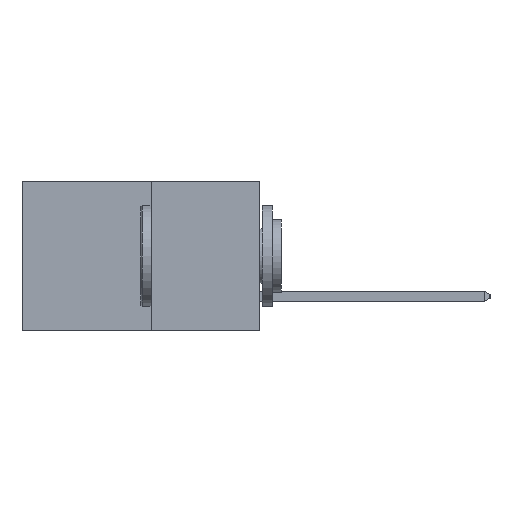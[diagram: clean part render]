
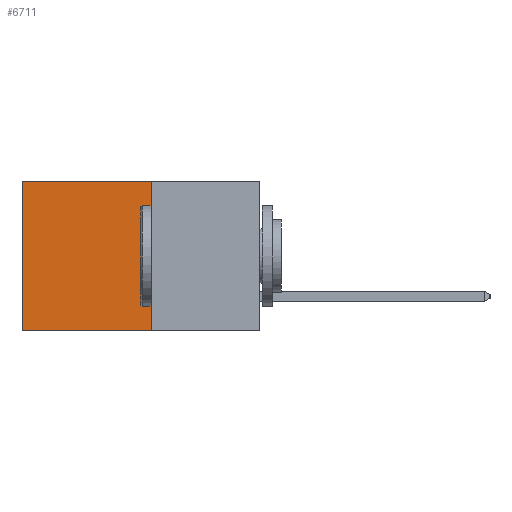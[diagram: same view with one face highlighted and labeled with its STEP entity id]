
A CAD part, left-side view. The second image highlights one B-rep face of the part: STEP entity #6711.
In plain terms, the highlighted planar face has unit normal (-1, 0, 0).
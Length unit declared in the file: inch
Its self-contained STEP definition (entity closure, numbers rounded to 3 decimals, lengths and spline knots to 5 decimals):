
#114 = ORIENTED_EDGE ( 'NONE', *, *, #9040, .T. ) ;
#194 = ORIENTED_EDGE ( 'NONE', *, *, #5857, .F. ) ;
#200 = CARTESIAN_POINT ( 'NONE',  ( 0.277, 0.27, 0. ) ) ;
#228 = ORIENTED_EDGE ( 'NONE', *, *, #5683, .F. ) ;
#243 = ORIENTED_EDGE ( 'NONE', *, *, #5883, .T. ) ;
#619 = LINE ( 'NONE', #14734, #4125 ) ;
#2414 = VERTEX_POINT ( 'NONE', #200 ) ;
#3975 = CARTESIAN_POINT ( 'NONE',  ( 0.277, 0.59, 0. ) ) ;
#4125 = VECTOR ( 'NONE', #14031, 39.37008 ) ;
#4904 = FACE_OUTER_BOUND ( 'NONE', #13571, .T. ) ;
#5294 = LINE ( 'NONE', #9926, #14674 ) ;
#5683 = EDGE_CURVE ( 'NONE', #2414, #14416, #7773, .T. ) ;
#5857 = EDGE_CURVE ( 'NONE', #14416, #8272, #619, .T. ) ;
#5883 = EDGE_CURVE ( 'NONE', #2414, #7246, #10071, .T. ) ;
#6711 = ADVANCED_FACE ( 'NONE', ( #4904 ), #7107, .F. ) ;
#6773 = VECTOR ( 'NONE', #14986, 39.37008 ) ;
#7107 = PLANE ( 'NONE',  #7951 ) ;
#7246 = VERTEX_POINT ( 'NONE', #3975 ) ;
#7773 = LINE ( 'NONE', #14132, #13831 ) ;
#7951 = AXIS2_PLACEMENT_3D ( 'NONE', #10965, #10895, #10864 ) ;
#8272 = VERTEX_POINT ( 'NONE', #11635 ) ;
#9040 = EDGE_CURVE ( 'NONE', #7246, #8272, #5294, .T. ) ;
#9926 = CARTESIAN_POINT ( 'NONE',  ( 0.277, 0.59, -0.37 ) ) ;
#10071 = LINE ( 'NONE', #14847, #6773 ) ;
#10864 = DIRECTION ( 'NONE',  ( 0., 0., -1. ) ) ;
#10895 = DIRECTION ( 'NONE',  ( 1., 0., 0. ) ) ;
#10965 = CARTESIAN_POINT ( 'NONE',  ( 0.277, 0.27, -0.37 ) ) ;
#11364 = CARTESIAN_POINT ( 'NONE',  ( 0.277, 0.27, -0.37 ) ) ;
#11635 = CARTESIAN_POINT ( 'NONE',  ( 0.277, 0.59, -0.37 ) ) ;
#13554 = DIRECTION ( 'NONE',  ( 0., 0., -1. ) ) ;
#13571 = EDGE_LOOP ( 'NONE', ( #114, #194, #228, #243 ) ) ;
#13831 = VECTOR ( 'NONE', #13973, 39.37008 ) ;
#13973 = DIRECTION ( 'NONE',  ( 0., 0., -1. ) ) ;
#14031 = DIRECTION ( 'NONE',  ( 0., 1., 0. ) ) ;
#14132 = CARTESIAN_POINT ( 'NONE',  ( 0.277, 0.27, -0.37 ) ) ;
#14416 = VERTEX_POINT ( 'NONE', #11364 ) ;
#14674 = VECTOR ( 'NONE', #13554, 39.37008 ) ;
#14734 = CARTESIAN_POINT ( 'NONE',  ( 0.277, 0.27, -0.37 ) ) ;
#14847 = CARTESIAN_POINT ( 'NONE',  ( 0.277, 0.27, 0. ) ) ;
#14986 = DIRECTION ( 'NONE',  ( 0., 1., 0. ) ) ;
